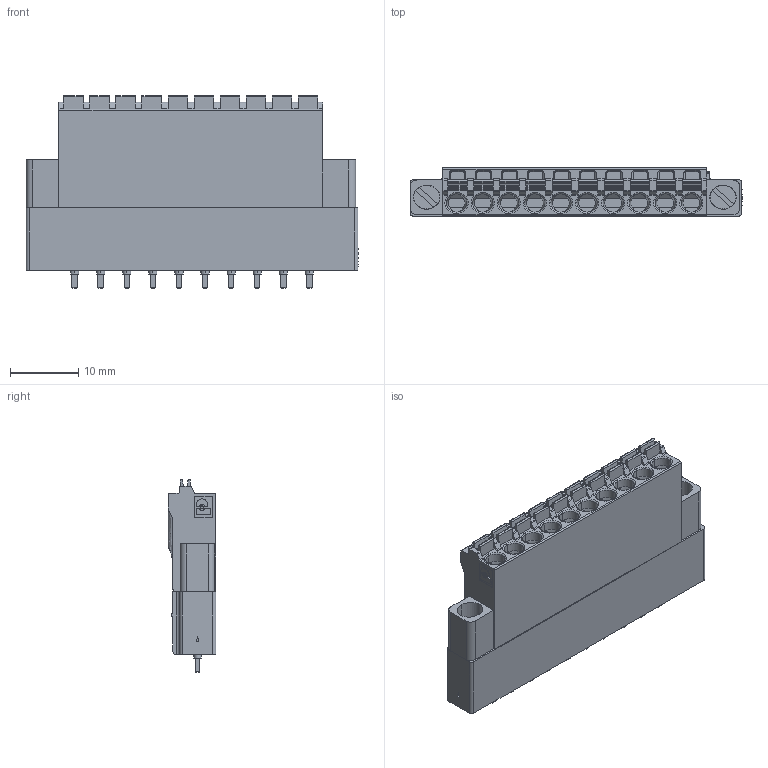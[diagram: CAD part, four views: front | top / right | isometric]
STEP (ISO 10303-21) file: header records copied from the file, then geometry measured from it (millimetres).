
FILE_DESCRIPTION(('FreeCAD Model'),'2;1');
FILE_NAME('Open CASCADE Shape Model','2024-03-12T17:22:36',('Author'),( ''),'Open CASCADE STEP processor 7.6','Ondsel','Unknown');
FILE_SCHEMA(('AUTOMOTIVE_DESIGN { 1 0 10303 214 1 1 1 1 }'));
Length unit declared in the file: millimetre
Products named in the file (3): 1707719-1748435; 1707719; 1748435
Assembly tree (2 placements, depth 2):
  1707719-1748435
    1707719
    1748435
Bounding box: 48.49 x 7.01 x 28.16 mm (x, y, z)
Volume: 6000.7 mm3; surface area: 7434.6 mm2
Topology: 2 solids, 2 shells, 1687 faces, 4362 edges, 2786 vertices
Faces by surface type: bspline 1687
Entity records: 47805 total; most frequent: CARTESIAN_POINT 22409, ORIENTED_EDGE 8684, EDGE_CURVE 4342, B_SPLINE_CURVE_WITH_KNOTS 3086, VERTEX_POINT 2786, FACE_BOUND 1818, EDGE_LOOP 1818, ADVANCED_FACE 1687
